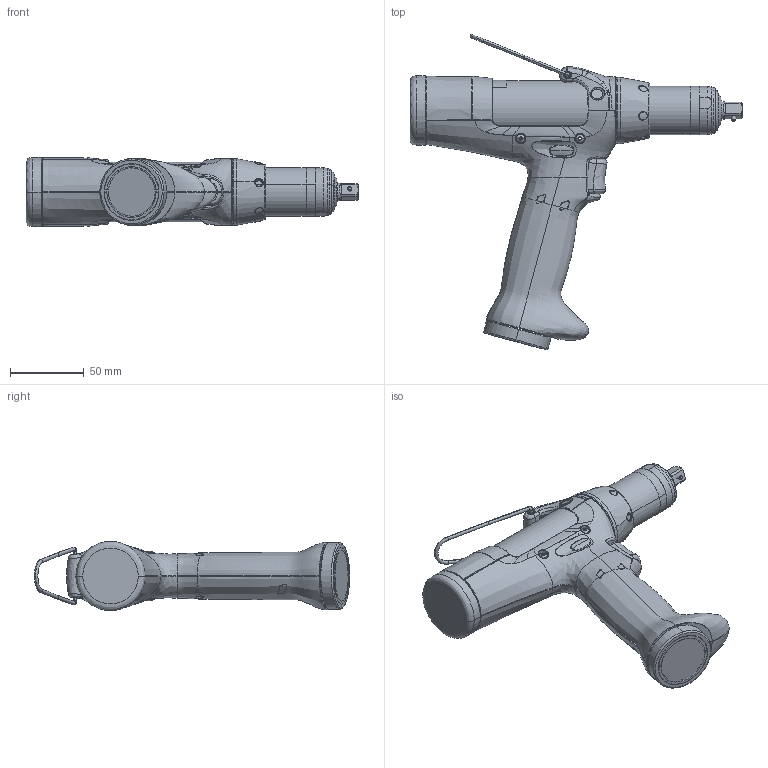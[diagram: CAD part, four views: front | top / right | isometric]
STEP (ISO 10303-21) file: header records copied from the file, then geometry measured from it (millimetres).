
FILE_DESCRIPTION((''),'2;1');
FILE_NAME('30EPN12FA3_SW0001','2018-11-27T',('A1X81'),(''),'CREO PARAMETRIC BY PTC INC, 2016050','CREO PARAMETRIC BY PTC INC, 2016050','');
FILE_SCHEMA(('CONFIG_CONTROL_DESIGN'));
Length unit declared in the file: millimetre
Products named in the file (1): 30EPN12FA3_SW0001
Bounding box: 224.43 x 213.02 x 46.75 mm (x, y, z)
Surface area: 62728.4 mm2 (no closed solid volume)
Topology: 0 solids, 66 shells, 736 faces, 2095 edges, 1386 vertices
Faces by surface type: bspline 417, cylinder 106, cone 60, plane 56, sphere 46, torus 36, extrusion 13, revolution 2
Entity records: 110163 total; most frequent: CARTESIAN_POINT 95301, ORIENTED_EDGE 3379, EDGE_CURVE 2086, DIRECTION 2033, VERTEX_POINT 1386, B_SPLINE_CURVE_WITH_KNOTS 1248, AXIS2_PLACEMENT_3D 861, EDGE_LOOP 736
